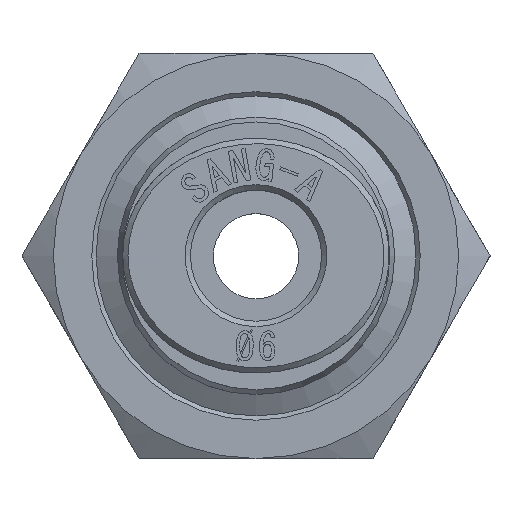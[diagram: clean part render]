
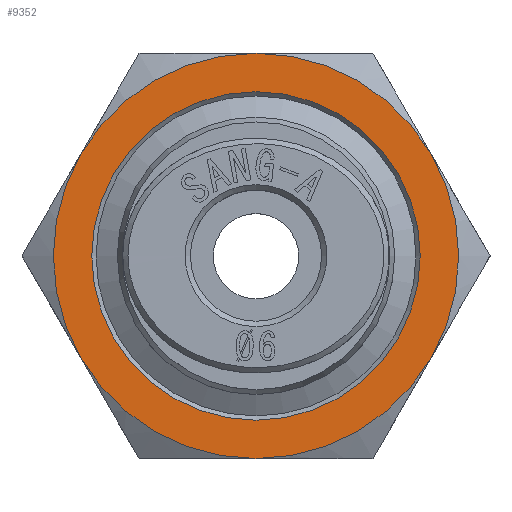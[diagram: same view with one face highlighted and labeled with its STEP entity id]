
A CAD part, top view. The second image highlights one B-rep face of the part: STEP entity #9352.
In plain terms, the highlighted planar face has unit normal (0, 0, 1).
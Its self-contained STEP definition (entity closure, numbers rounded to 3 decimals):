
#9276=CARTESIAN_POINT('',(7.7,0.,4.0));
#9277=VERTEX_POINT('',#9276);
#9278=CARTESIAN_POINT('',(0.0,0.0,4.0));
#9279=DIRECTION('',(0.0,0.0,1.0));
#9280=DIRECTION('',(-1.0,0.0,0.0));
#9281=AXIS2_PLACEMENT_3D('',#9278,#9279,#9280);
#9282=CIRCLE('',#9281,7.7);
#9283=EDGE_CURVE('',#9277,#9277,#9282,.T.);
#9288=CARTESIAN_POINT('',(0.,0.,4.0));
#9289=DIRECTION('',(0.0,0.0,1.0));
#9290=DIRECTION('',(1.0,0.0,0.0));
#9291=AXIS2_PLACEMENT_3D('',#9288,#9289,#9290);
#9292=PLANE('',#9291);
#9293=CARTESIAN_POINT('',(8.227,-4.75,4.0));
#9294=VERTEX_POINT('',#9293);
#9295=CARTESIAN_POINT('',(8.227,4.75,4.0));
#9296=VERTEX_POINT('',#9295);
#9297=CARTESIAN_POINT('',(0.0,0.0,4.0));
#9298=DIRECTION('',(0.0,0.0,1.0));
#9299=DIRECTION('',(-1.0,0.0,0.0));
#9300=AXIS2_PLACEMENT_3D('',#9297,#9298,#9299);
#9301=CIRCLE('',#9300,9.5);
#9302=EDGE_CURVE('',#9294,#9296,#9301,.T.);
#9303=ORIENTED_EDGE('',*,*,#9302,.T.);
#9304=CARTESIAN_POINT('',(0.,9.5,4.0));
#9305=VERTEX_POINT('',#9304);
#9306=CARTESIAN_POINT('',(0.0,0.0,4.0));
#9307=DIRECTION('',(0.0,0.0,1.0));
#9308=DIRECTION('',(-1.0,0.0,0.0));
#9309=AXIS2_PLACEMENT_3D('',#9306,#9307,#9308);
#9310=CIRCLE('',#9309,9.5);
#9311=EDGE_CURVE('',#9296,#9305,#9310,.T.);
#9312=ORIENTED_EDGE('',*,*,#9311,.T.);
#9313=CARTESIAN_POINT('',(-8.227,4.75,4.0));
#9314=VERTEX_POINT('',#9313);
#9315=CARTESIAN_POINT('',(0.0,0.0,4.0));
#9316=DIRECTION('',(0.0,0.0,1.0));
#9317=DIRECTION('',(-1.0,0.0,0.0));
#9318=AXIS2_PLACEMENT_3D('',#9315,#9316,#9317);
#9319=CIRCLE('',#9318,9.5);
#9320=EDGE_CURVE('',#9305,#9314,#9319,.T.);
#9321=ORIENTED_EDGE('',*,*,#9320,.T.);
#9322=CARTESIAN_POINT('',(-8.227,-4.75,4.0));
#9323=VERTEX_POINT('',#9322);
#9324=CARTESIAN_POINT('',(0.0,0.0,4.0));
#9325=DIRECTION('',(0.0,0.0,1.0));
#9326=DIRECTION('',(-1.0,0.0,0.0));
#9327=AXIS2_PLACEMENT_3D('',#9324,#9325,#9326);
#9328=CIRCLE('',#9327,9.5);
#9329=EDGE_CURVE('',#9314,#9323,#9328,.T.);
#9330=ORIENTED_EDGE('',*,*,#9329,.T.);
#9331=CARTESIAN_POINT('',(0.,-9.5,4.0));
#9332=VERTEX_POINT('',#9331);
#9333=CARTESIAN_POINT('',(0.0,0.0,4.0));
#9334=DIRECTION('',(0.0,0.0,1.0));
#9335=DIRECTION('',(-1.0,0.0,0.0));
#9336=AXIS2_PLACEMENT_3D('',#9333,#9334,#9335);
#9337=CIRCLE('',#9336,9.5);
#9338=EDGE_CURVE('',#9323,#9332,#9337,.T.);
#9339=ORIENTED_EDGE('',*,*,#9338,.T.);
#9340=CARTESIAN_POINT('',(0.0,0.0,4.0));
#9341=DIRECTION('',(0.0,0.0,1.0));
#9342=DIRECTION('',(-1.0,0.0,0.0));
#9343=AXIS2_PLACEMENT_3D('',#9340,#9341,#9342);
#9344=CIRCLE('',#9343,9.5);
#9345=EDGE_CURVE('',#9332,#9294,#9344,.T.);
#9346=ORIENTED_EDGE('',*,*,#9345,.T.);
#9347=EDGE_LOOP('',(#9303,#9312,#9321,#9330,#9339,#9346));
#9348=FACE_OUTER_BOUND('',#9347,.T.);
#9349=ORIENTED_EDGE('',*,*,#9283,.F.);
#9350=EDGE_LOOP('',(#9349));
#9351=FACE_BOUND('',#9350,.T.);
#9352=ADVANCED_FACE('',(#9348,#9351),#9292,.T.);
